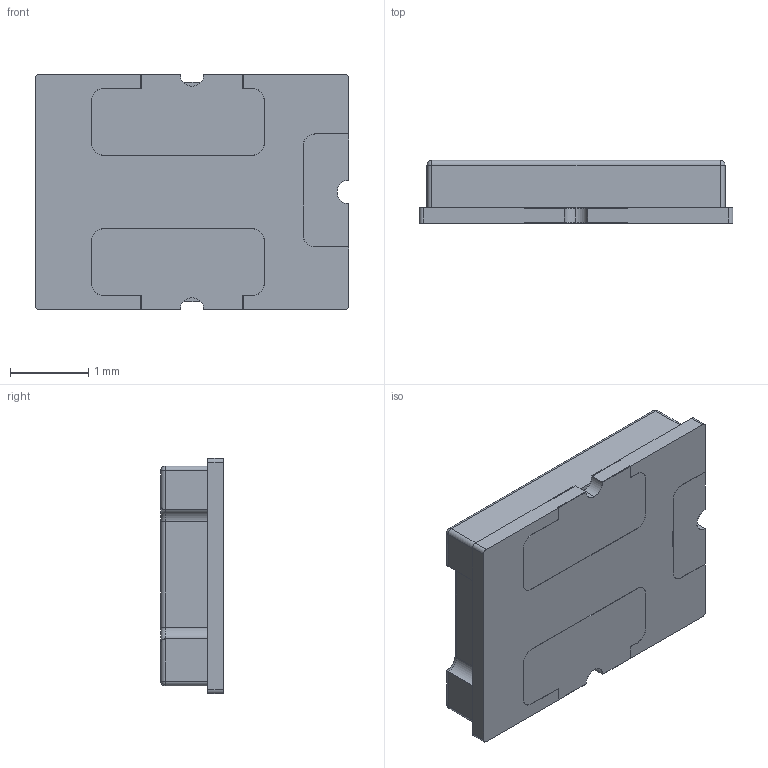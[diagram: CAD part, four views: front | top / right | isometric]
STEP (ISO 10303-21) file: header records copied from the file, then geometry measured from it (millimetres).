
FILE_DESCRIPTION (( 'STEP AP214' ), '1' );
FILE_NAME ('ITV4030L1212NR.STEP', '2024-04-22T09:50:23', ( '' ), ( '' ), 'SwSTEP 2.0', 'SolidWorks 2016', '' );
FILE_SCHEMA (( 'AUTOMOTIVE_DESIGN' ));
Length unit declared in the file: millimetre
Products named in the file (1): ITV4030L1212NR
Bounding box: 4 x 0.8 x 3 mm (x, y, z)
Volume: 8.5 mm3; surface area: 67 mm2
Topology: 8 solids, 8 shells, 181 faces, 475 edges, 306 vertices
Faces by surface type: plane 105, cylinder 68, torus 4, sphere 4
Entity records: 7191 total; most frequent: CARTESIAN_POINT 1019, DIRECTION 959, ORIENTED_EDGE 942, EDGE_CURVE 471, LINE 331, VECTOR 331, AXIS2_PLACEMENT_3D 314, VERTEX_POINT 306
